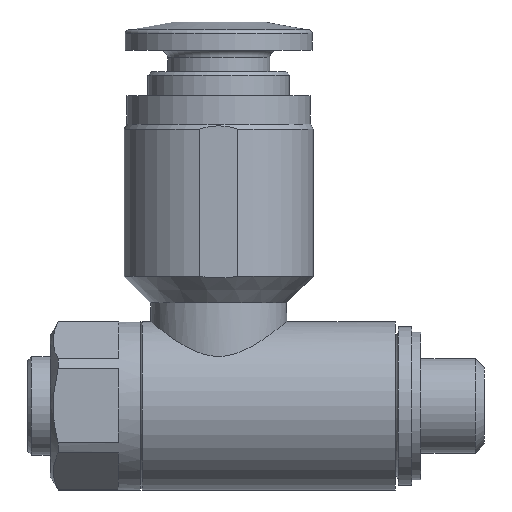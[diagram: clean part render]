
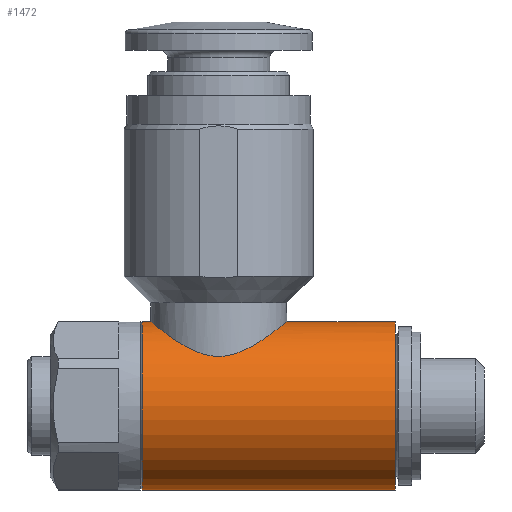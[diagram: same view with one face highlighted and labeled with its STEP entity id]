
A CAD part, left-side view. The second image highlights one B-rep face of the part: STEP entity #1472.
In plain terms, the highlighted cylindrical face has radius 4.45 mm (diameter 8.9 mm), a full revolution.
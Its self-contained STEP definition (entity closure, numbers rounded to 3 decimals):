
#41=B_SPLINE_CURVE_WITH_KNOTS('',3,(#2075,#2076,#2077,#2078,#2079,#2080,
#2081,#2082,#2083,#2084,#2085,#2086,#2087,#2088,#2089,#2090,#2091,#2092,
#2093,#2094),.UNSPECIFIED.,.T.,.F.,(1,1,1,1,1,1,1,1,1,1,1,1,1,1,1,1,1,1,
1,1,1,1,1,1),(-0.003,-0.001,-0.001,
0.,0.001,0.003,0.004,0.006,
0.007,0.009,0.01,0.012,
0.013,0.015,0.016,0.018,
0.019,0.021,0.022,0.023,
0.024,0.025,0.027,0.028),
 .UNSPECIFIED.);
#58=CYLINDRICAL_SURFACE('',#1561,4.45);
#81=CIRCLE('',#1562,4.45);
#82=CIRCLE('',#1563,4.45);
#162=ORIENTED_EDGE('',*,*,#406,.F.);
#163=ORIENTED_EDGE('',*,*,#407,.T.);
#164=ORIENTED_EDGE('',*,*,#408,.F.);
#406=EDGE_CURVE('',#526,#526,#81,.T.);
#407=EDGE_CURVE('',#527,#527,#82,.T.);
#408=EDGE_CURVE('',#528,#528,#41,.T.);
#526=VERTEX_POINT('',#2072);
#527=VERTEX_POINT('',#2074);
#528=VERTEX_POINT('',#2095);
#700=EDGE_LOOP('',(#162));
#701=EDGE_LOOP('',(#163));
#702=EDGE_LOOP('',(#164));
#815=FACE_BOUND('',#700,.T.);
#816=FACE_BOUND('',#701,.T.);
#817=FACE_BOUND('',#702,.T.);
#1472=ADVANCED_FACE('',(#815,#816,#817),#58,.T.);
#1561=AXIS2_PLACEMENT_3D('',#2070,#1726,#1727);
#1562=AXIS2_PLACEMENT_3D('',#2071,#1728,#1729);
#1563=AXIS2_PLACEMENT_3D('',#2073,#1730,#1731);
#1726=DIRECTION('',(0.,-1.,0.));
#1727=DIRECTION('',(0.,0.,-1.));
#1728=DIRECTION('',(0.,-1.,0.));
#1729=DIRECTION('',(0.,0.,-1.));
#1730=DIRECTION('',(0.,-1.,0.));
#1731=DIRECTION('',(0.,0.,-1.));
#2070=CARTESIAN_POINT('',(0.,-14.05,0.));
#2071=CARTESIAN_POINT('',(0.,-9.35,0.));
#2072=CARTESIAN_POINT('',(0.,-9.35,-4.45));
#2073=CARTESIAN_POINT('',(0.,4.05,0.));
#2074=CARTESIAN_POINT('',(0.,4.05,-4.45));
#2075=CARTESIAN_POINT('',(-3.546,0.755,2.693));
#2076=CARTESIAN_POINT('',(-3.654,-0.256,2.538));
#2077=CARTESIAN_POINT('',(-3.383,-1.468,2.93));
#2078=CARTESIAN_POINT('',(-2.637,-2.566,3.647));
#2079=CARTESIAN_POINT('',(-1.503,-3.378,4.267));
#2080=CARTESIAN_POINT('',(-0.008,-3.709,4.54));
#2081=CARTESIAN_POINT('',(1.486,-3.387,4.274));
#2082=CARTESIAN_POINT('',(2.63,-2.573,3.653));
#2083=CARTESIAN_POINT('',(3.38,-1.479,2.934));
#2084=CARTESIAN_POINT('',(3.709,-0.004,2.459));
#2085=CARTESIAN_POINT('',(3.386,1.467,2.927));
#2086=CARTESIAN_POINT('',(2.637,2.565,3.647));
#2087=CARTESIAN_POINT('',(1.511,3.374,4.264));
#2088=CARTESIAN_POINT('',(0.014,3.71,4.54));
#2089=CARTESIAN_POINT('',(-1.484,3.387,4.275));
#2090=CARTESIAN_POINT('',(-2.63,2.577,3.653));
#2091=CARTESIAN_POINT('',(-3.255,1.652,3.055));
#2092=CARTESIAN_POINT('',(-3.546,0.755,2.693));
#2093=CARTESIAN_POINT('',(-3.654,-0.256,2.538));
#2094=CARTESIAN_POINT('',(-3.383,-1.468,2.93));
#2095=CARTESIAN_POINT('',(-3.6,0.,2.616));
